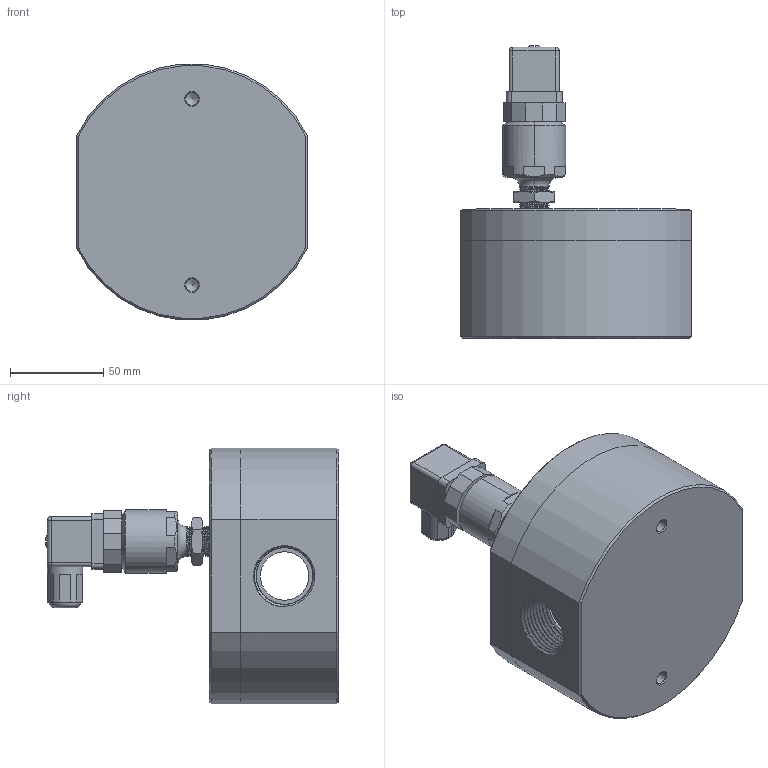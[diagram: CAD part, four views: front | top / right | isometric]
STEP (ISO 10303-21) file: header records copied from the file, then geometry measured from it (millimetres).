
FILE_DESCRIPTION(/* description */ (''),/* implementation_level */ '2;1');
FILE_NAME(/* name */ 'FM510-M25PPS5.stp',/* time_stamp */ '2024-01-09T10:18:41+08:00',/* author */ (''),/* organization */ (''),/* preprocessor_version */ 'ST-DEVELOPER v16.7',/* originating_system */ 'SIEMENS PLM Software NX 12.0',/* authorisation */ '');
FILE_SCHEMA (('AUTOMOTIVE_DESIGN { 1 0 10303 214 3 1 1 1 }'));
Length unit declared in the file: millimetre
Products named in the file (1): Mayn1C4C20E5ywif
Bounding box: 124 x 157.5 x 137.49 mm (x, y, z)
Volume: 975931.2 mm3; surface area: 139148.5 mm2
Topology: 14 solids, 15 shells, 683 faces, 1649 edges, 1029 vertices
Faces by surface type: plane 390, cone 133, cylinder 112, bspline 24, torus 20, sphere 4
Full cylindrical faces by diameter (mm): 6.8 x10, 7.76 x8, 8 x8, 8.5 x8, 12 x1, 13 x8, 14 x8, 17 x1, 26 x1
Entity records: 26629 total; most frequent: CARTESIAN_POINT 11547, DIRECTION 3001, ORIENTED_EDGE 2930, EDGE_CURVE 1465, AXIS2_PLACEMENT_3D 1092, VERTEX_POINT 998, EDGE_LOOP 869, LINE 817
